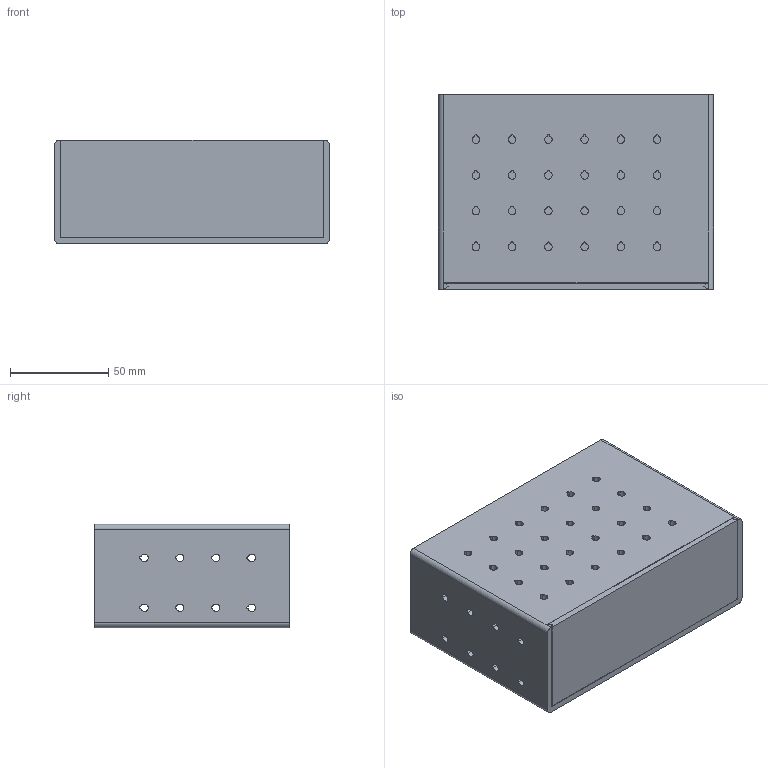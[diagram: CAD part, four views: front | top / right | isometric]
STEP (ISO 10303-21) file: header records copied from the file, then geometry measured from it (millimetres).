
FILE_DESCRIPTION(/* description */ ('','CAx-IF Rec.Pracs.---Representation and Presentation of Product Manufacturing Information (PMI)---4.0---2014-10-13'),/* implementation_level */ '2;1');
FILE_NAME(/* name */ 'Crossover Box Sideload v7.step',/* time_stamp */ '2024-11-21T18:47:23-08:00',/* author */ (''),/* organization */ (''),/* preprocessor_version */ 'ST-DEVELOPER v20',/* originating_system */ 'Autodesk Translation Framework v13.20.0.188',/* authorisation */ '');
FILE_SCHEMA (('AP242_MANAGED_MODEL_BASED_3D_ENGINEERING_MIM_LF { 1 0 10303 442 1 1 4 }'));
Length unit declared in the file: inch
Products named in the file (1): Crossover Box Sideload
Bounding box: 139.95 x 98.93 x 52.63 mm (x, y, z)
Volume: 157427.1 mm3; surface area: 105587.7 mm2
Topology: 2 solids, 2 shells, 154 faces, 439 edges, 290 vertices
Faces by surface type: cylinder 96, plane 58
Entity records: 5285 total; most frequent: DIRECTION 941, CARTESIAN_POINT 884, ORIENTED_EDGE 878, EDGE_CURVE 439, AXIS2_PLACEMENT_3D 347, VERTEX_POINT 290, LINE 247, VECTOR 247
